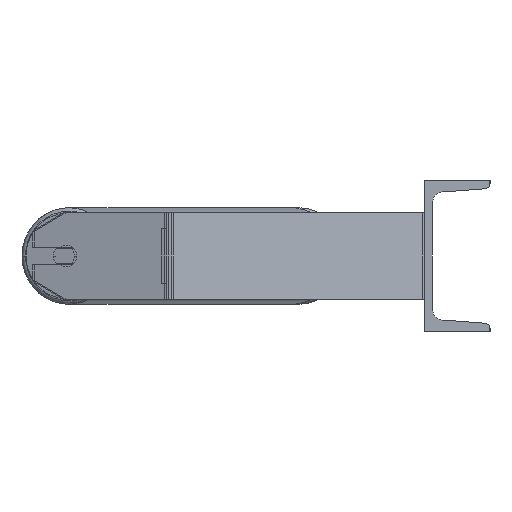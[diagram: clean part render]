
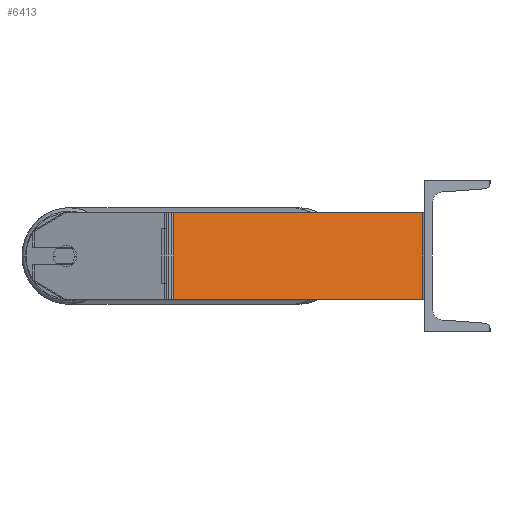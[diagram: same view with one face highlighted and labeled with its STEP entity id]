
A CAD part, left-side view. The second image highlights one B-rep face of the part: STEP entity #6413.
In plain terms, the highlighted planar face has unit normal (-0.966, -0.259, 0).
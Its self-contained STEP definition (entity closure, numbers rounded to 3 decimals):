
#14 = DIRECTION ( 'NONE',  ( 0.966, 0.259, 0. ) ) ;
#148 = PLANE ( 'NONE',  #2822 ) ;
#490 = CARTESIAN_POINT ( 'NONE',  ( -1248.19, 235.829, 40. ) ) ;
#806 = EDGE_CURVE ( 'NONE', #8434, #2464, #8207, .T. ) ;
#1256 = DIRECTION ( 'NONE',  ( 0.259, -0.966, 0. ) ) ;
#1322 = CARTESIAN_POINT ( 'NONE',  ( -1247.081, 231.688, 40. ) ) ;
#1376 = EDGE_CURVE ( 'NONE', #5677, #2893, #9031, .T. ) ;
#1568 = CARTESIAN_POINT ( 'NONE',  ( -1248.19, 235.829, 40. ) ) ;
#1608 = CARTESIAN_POINT ( 'NONE',  ( -1247.081, 231.688, -40. ) ) ;
#2024 = ORIENTED_EDGE ( 'NONE', *, *, #5470, .T. ) ;
#2082 = CARTESIAN_POINT ( 'NONE',  ( -1248.19, 235.829, -40. ) ) ;
#2196 = DIRECTION ( 'NONE',  ( 0., 0., -1. ) ) ;
#2435 = VECTOR ( 'NONE', #1256, 1000. ) ;
#2464 = VERTEX_POINT ( 'NONE', #9118 ) ;
#2769 = ORIENTED_EDGE ( 'NONE', *, *, #1376, .T. ) ;
#2822 = AXIS2_PLACEMENT_3D ( 'NONE', #1568, #14, #4370 ) ;
#2893 = VERTEX_POINT ( 'NONE', #3025 ) ;
#3025 = CARTESIAN_POINT ( 'NONE',  ( -1185., 0., -40. ) ) ;
#3971 = VECTOR ( 'NONE', #2196, 1000. ) ;
#4370 = DIRECTION ( 'NONE',  ( -0.259, 0.966, 0. ) ) ;
#4611 = DIRECTION ( 'NONE',  ( 0.259, -0.966, 0. ) ) ;
#5096 = EDGE_LOOP ( 'NONE', ( #2769, #5692, #5714, #2024 ) ) ;
#5470 = EDGE_CURVE ( 'NONE', #8434, #5677, #8541, .T. ) ;
#5528 = LINE ( 'NONE', #8183, #8014 ) ;
#5629 = FACE_OUTER_BOUND ( 'NONE', #5096, .T. ) ;
#5677 = VERTEX_POINT ( 'NONE', #1608 ) ;
#5692 = ORIENTED_EDGE ( 'NONE', *, *, #6660, .F. ) ;
#5714 = ORIENTED_EDGE ( 'NONE', *, *, #806, .F. ) ;
#6275 = VECTOR ( 'NONE', #4611, 1000. ) ;
#6413 = ADVANCED_FACE ( 'NONE', ( #5629 ), #148, .F. ) ;
#6660 = EDGE_CURVE ( 'NONE', #2464, #2893, #5528, .T. ) ;
#8011 = CARTESIAN_POINT ( 'NONE',  ( -1247.081, 231.688, 40. ) ) ;
#8014 = VECTOR ( 'NONE', #9009, 1000. ) ;
#8183 = CARTESIAN_POINT ( 'NONE',  ( -1185., 0., 40. ) ) ;
#8207 = LINE ( 'NONE', #490, #6275 ) ;
#8434 = VERTEX_POINT ( 'NONE', #8011 ) ;
#8541 = LINE ( 'NONE', #1322, #3971 ) ;
#9009 = DIRECTION ( 'NONE',  ( 0., 0., -1. ) ) ;
#9031 = LINE ( 'NONE', #2082, #2435 ) ;
#9118 = CARTESIAN_POINT ( 'NONE',  ( -1185., 0., 40. ) ) ;
